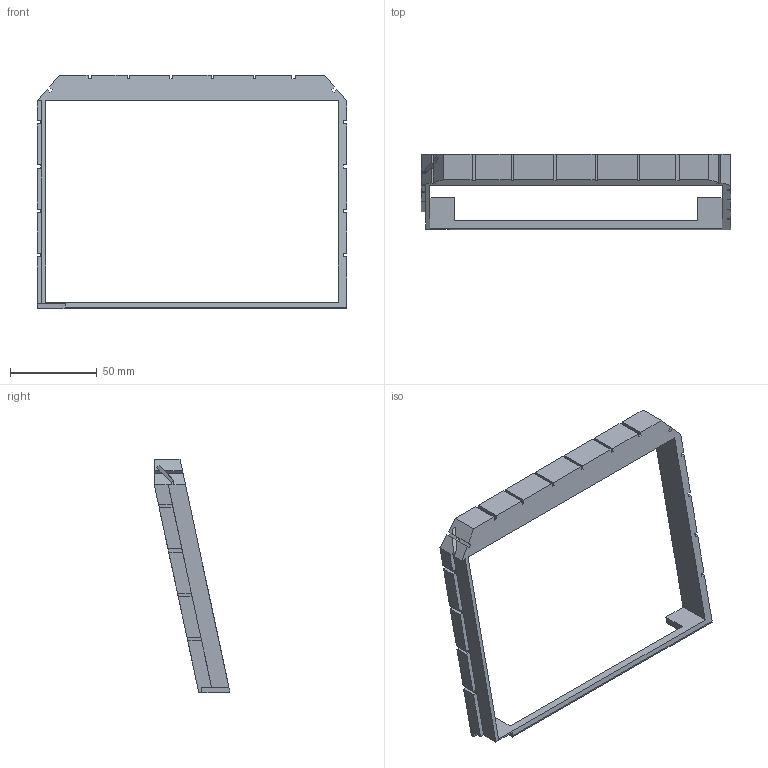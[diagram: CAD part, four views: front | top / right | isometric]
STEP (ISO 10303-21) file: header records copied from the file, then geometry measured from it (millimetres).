
FILE_DESCRIPTION(('STEP AP242'), '1');
FILE_NAME('鼁闉罻 4 麧蠉錪', '2025-10-03T00:43:49', ('BEEMAX'), (''), 'C3D Converter', 'C3D Toolkit', '');
FILE_SCHEMA(('AP242_MANAGED_MODEL_BASED_3D_ENGINEERING_MIM_LF { 1 0 10303 442 1 1 4 }'));
Length unit declared in the file: millimetre
Products named in the file (3): -01
Assembly tree (2 placements, depth 2):
  (unnamed)
    (unnamed)
    -01
Bounding box: 178.67 x 43.57 x 134.6 mm (x, y, z)
Volume: 47337.1 mm3; surface area: 26221.7 mm2
Topology: 1 solids, 1 shells, 108 faces, 316 edges, 207 vertices
Faces by surface type: plane 108
Entity records: 4499 total; most frequent: CARTESIAN_POINT 634, ORIENTED_EDGE 632, DIRECTION 538, EDGE_CURVE 316, LINE 316, VECTOR 316, VERTEX_POINT 207, AXIS2_PLACEMENT_3D 111
